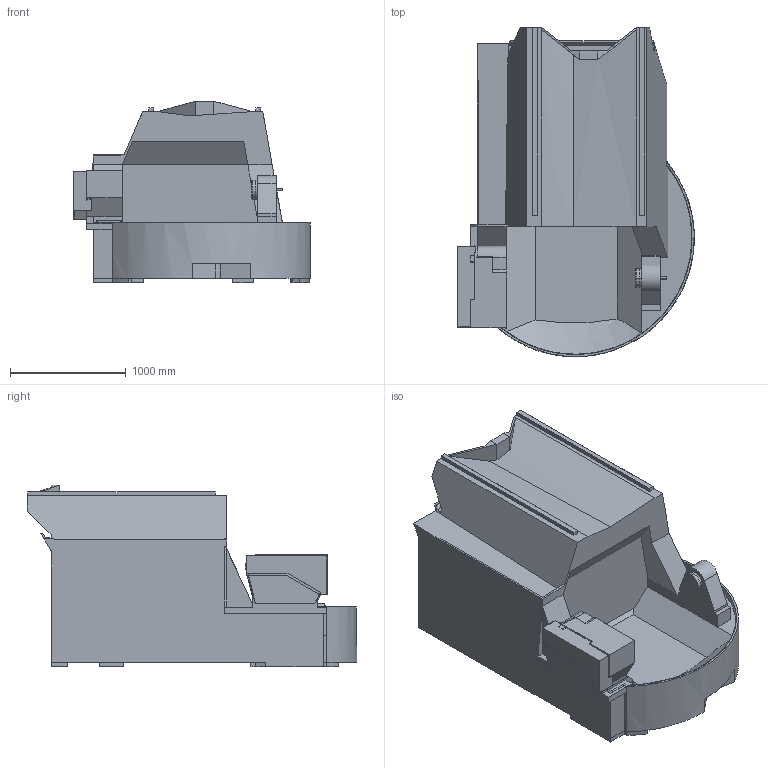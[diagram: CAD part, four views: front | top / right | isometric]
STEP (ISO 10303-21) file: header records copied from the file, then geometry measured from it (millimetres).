
FILE_DESCRIPTION(('FreeCAD Model'),'2;1');
FILE_NAME('Open CASCADE Shape Model','2025-08-14T08:18:00',(''),(''), 'Open CASCADE STEP processor 7.6','FreeCAD','Unknown');
FILE_SCHEMA(('AUTOMOTIVE_DESIGN { 1 0 10303 214 1 1 1 1 }'));
Length unit declared in the file: millimetre
Products named in the file (1): Base
Bounding box: 2048.13 x 2850.08 x 1572.1 mm (x, y, z)
Volume: 3526989295.4 mm3; surface area: 29551718 mm2
Topology: 1 solids, 8 shells, 314 faces, 882 edges, 589 vertices
Faces by surface type: plane 261, cylinder 34, bspline 10, cone 6, extrusion 3
Full cylindrical faces by diameter (mm): 49.461 x1
Entity records: 24100 total; most frequent: CARTESIAN_POINT 6555, DIRECTION 3147, VECTOR 2310, LINE 2307, ORIENTED_EDGE 1764, PCURVE 1764, DEFINITIONAL_REPRESENTATION 1764, EDGE_CURVE 882
